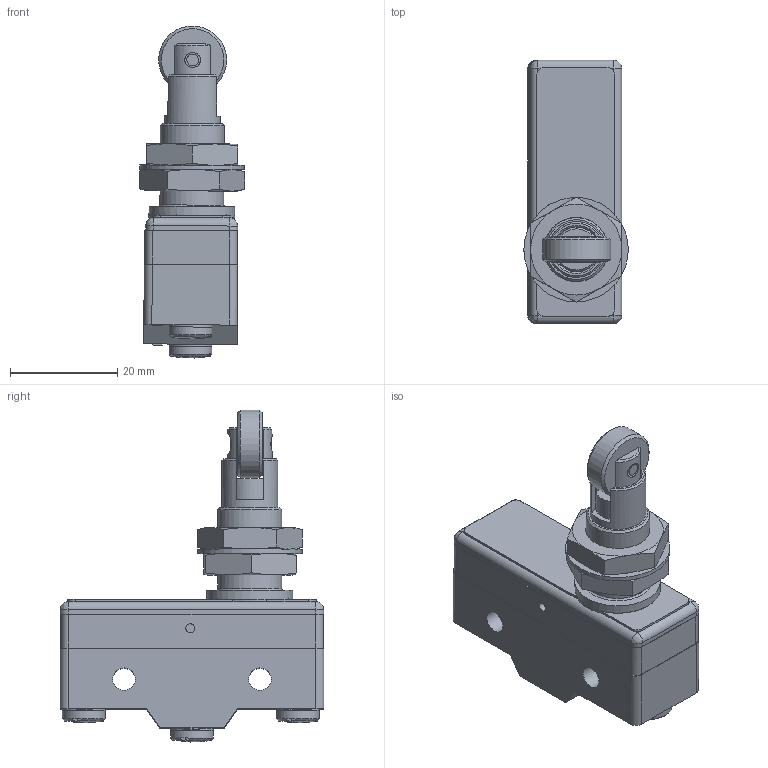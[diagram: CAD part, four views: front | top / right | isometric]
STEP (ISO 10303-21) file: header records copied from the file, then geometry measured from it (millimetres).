
FILE_DESCRIPTION (( 'STEP AP214' ), '1' );
FILE_NAME ('176-MS (Screw Terminal)-Panel Mount Cross Roller Plunger.STEP', '2019-01-04T21:08:48', ( '' ), ( '' ), 'SwSTEP 2.0', 'SolidWorks 2018', '' );
FILE_SCHEMA (( 'AUTOMOTIVE_DESIGN' ));
Length unit declared in the file: inch
Products named in the file (1): 176-MS (Screw Terminal)-Panel Mount Cross Roller Plunger
Bounding box: 19.64 x 49.2 x 62.02 mm (x, y, z)
Volume: 22419 mm3; surface area: 12778.9 mm2
Topology: 15 solids, 15 shells, 605 faces, 1532 edges, 913 vertices
Faces by surface type: plane 263, bspline 146, cylinder 144, cone 44, torus 8
Full cylindrical faces by diameter (mm): 1.7 x2, 2 x1, 2.2 x1, 2.95 x1, 3.2 x1, 3.8 x3, 4.1 x1, 4.2 x2, 6 x3, 7.5 x1, 8 x6, 8.3 x1, 8.4 x1, 10.4 x1, 10.917 x2, 11.925 x1, 12.7 x1, 15.9 x1, 16 x1, 19.5 x1
Entity records: 24064 total; most frequent: CARTESIAN_POINT 9206, ORIENTED_EDGE 2792, DIRECTION 2381, EDGE_CURVE 1396, VERTEX_POINT 895, AXIS2_PLACEMENT_3D 842, EDGE_LOOP 701, VECTOR 697
